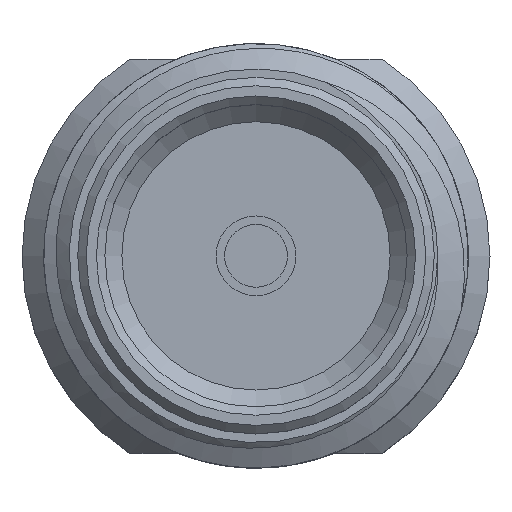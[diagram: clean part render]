
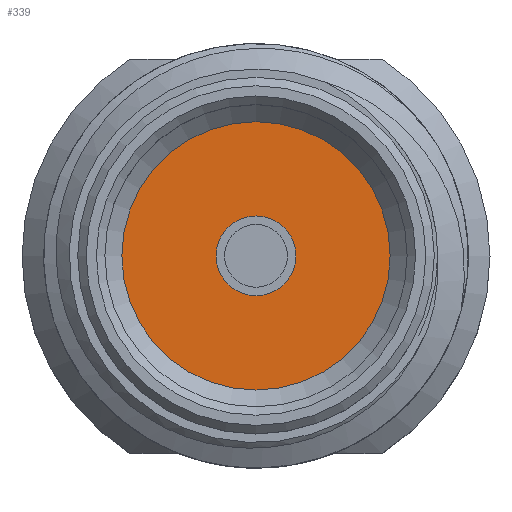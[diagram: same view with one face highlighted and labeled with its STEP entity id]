
A CAD part, top view. The second image highlights one B-rep face of the part: STEP entity #339.
In plain terms, the highlighted planar face has unit normal (0, 0, 1).
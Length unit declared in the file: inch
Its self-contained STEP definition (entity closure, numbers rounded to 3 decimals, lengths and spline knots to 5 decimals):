
#53 = CARTESIAN_POINT ( 'NONE',  ( 0., 0., 0.265 ) ) ;
#69 = VERTEX_POINT ( 'NONE', #679 ) ;
#111 = VERTEX_POINT ( 'NONE', #1292 ) ;
#112 = AXIS2_PLACEMENT_3D ( 'NONE', #53, #1413, #669 ) ;
#201 = EDGE_LOOP ( 'NONE', ( #1926 ) ) ;
#238 = AXIS2_PLACEMENT_3D ( 'NONE', #1924, #912, #1221 ) ;
#339 = ADVANCED_FACE ( 'NONE', ( #977, #810 ), #969, .T. ) ;
#628 = CARTESIAN_POINT ( 'NONE',  ( 0., 0., 0.265 ) ) ;
#669 = DIRECTION ( 'NONE',  ( 1., 0., 0. ) ) ;
#679 = CARTESIAN_POINT ( 'NONE',  ( 0.0235, 0., 0.265 ) ) ;
#712 = EDGE_CURVE ( 'NONE', #111, #111, #780, .T. ) ;
#780 = CIRCLE ( 'NONE', #238, 0.079 ) ;
#810 = FACE_OUTER_BOUND ( 'NONE', #1026, .T. ) ;
#826 = ORIENTED_EDGE ( 'NONE', *, *, #712, .T. ) ;
#849 = EDGE_CURVE ( 'NONE', #69, #69, #1019, .T. ) ;
#912 = DIRECTION ( 'NONE',  ( 0., 0., 1. ) ) ;
#969 = PLANE ( 'NONE',  #112 ) ;
#977 = FACE_BOUND ( 'NONE', #201, .T. ) ;
#1019 = CIRCLE ( 'NONE', #1243, 0.0235 ) ;
#1026 = EDGE_LOOP ( 'NONE', ( #826 ) ) ;
#1221 = DIRECTION ( 'NONE',  ( 1., 0., 0. ) ) ;
#1243 = AXIS2_PLACEMENT_3D ( 'NONE', #628, #1333, #1479 ) ;
#1292 = CARTESIAN_POINT ( 'NONE',  ( 0.079, 0., 0.265 ) ) ;
#1333 = DIRECTION ( 'NONE',  ( 0., 0., 1. ) ) ;
#1413 = DIRECTION ( 'NONE',  ( 0., 0., 1. ) ) ;
#1479 = DIRECTION ( 'NONE',  ( 1., 0., 0. ) ) ;
#1924 = CARTESIAN_POINT ( 'NONE',  ( 0., 0., 0.265 ) ) ;
#1926 = ORIENTED_EDGE ( 'NONE', *, *, #849, .F. ) ;
